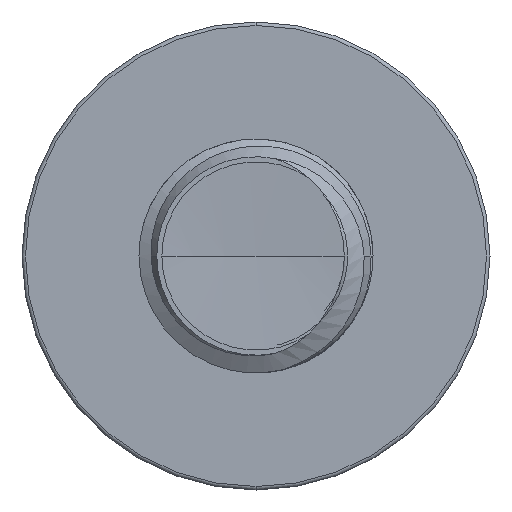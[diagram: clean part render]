
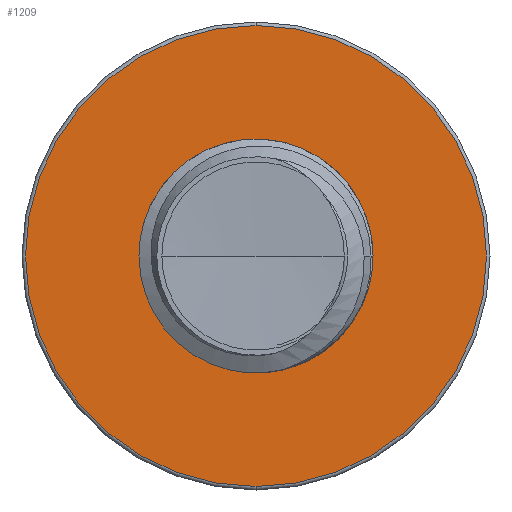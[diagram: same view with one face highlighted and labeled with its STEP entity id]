
A CAD part, front view. The second image highlights one B-rep face of the part: STEP entity #1209.
In plain terms, the highlighted planar face has unit normal (0, -1, 0).
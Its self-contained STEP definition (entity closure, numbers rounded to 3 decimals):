
#166 = FACE_BOUND ( 'NONE', #4889, .T. ) ;
#280 = DIRECTION ( 'NONE',  ( 0., -1., 0. ) ) ;
#559 = CARTESIAN_POINT ( 'NONE',  ( 0., 3.5, 0. ) ) ;
#696 = DIRECTION ( 'NONE',  ( 0., 0., -1. ) ) ;
#1209 = ADVANCED_FACE ( 'NONE', ( #6044, #166 ), #2474, .T. ) ;
#1310 = CARTESIAN_POINT ( 'NONE',  ( 0., 3.5, 0.969 ) ) ;
#1363 = CARTESIAN_POINT ( 'NONE',  ( 0., 3.5, 0.969 ) ) ;
#1678 = VERTEX_POINT ( 'NONE', #1363 ) ;
#2017 = AXIS2_PLACEMENT_3D ( 'NONE', #10573, #2758, #11846 ) ;
#2474 = PLANE ( 'NONE',  #9920 ) ;
#2758 = DIRECTION ( 'NONE',  ( 0., -1., 0. ) ) ;
#2918 = VERTEX_POINT ( 'NONE', #12462 ) ;
#3171 = DIRECTION ( 'NONE',  ( 0., -1., 0. ) ) ;
#3870 = EDGE_CURVE ( 'NONE', #2918, #1678, #15842, .T. ) ;
#4087 = EDGE_CURVE ( 'NONE', #1678, #2918, #9160, .T. ) ;
#4390 = CARTESIAN_POINT ( 'NONE',  ( 0., 3.5, 0. ) ) ;
#4889 = EDGE_LOOP ( 'NONE', ( #12691, #5702 ) ) ;
#5234 = AXIS2_PLACEMENT_3D ( 'NONE', #559, #280, #696 ) ;
#5702 = ORIENTED_EDGE ( 'NONE', *, *, #4087, .F. ) ;
#5711 = EDGE_LOOP ( 'NONE', ( #8211, #10633 ) ) ;
#5793 = EDGE_CURVE ( 'NONE', #12271, #8347, #15653, .T. ) ;
#6044 = FACE_OUTER_BOUND ( 'NONE', #5711, .T. ) ;
#6153 = AXIS2_PLACEMENT_3D ( 'NONE', #10993, #3171, #12267 ) ;
#8211 = ORIENTED_EDGE ( 'NONE', *, *, #11936, .T. ) ;
#8347 = VERTEX_POINT ( 'NONE', #9165 ) ;
#9160 = CIRCLE ( 'NONE', #5234, 0.969 ) ;
#9165 = CARTESIAN_POINT ( 'NONE',  ( 0., 3.5, -1.97 ) ) ;
#9417 = CIRCLE ( 'NONE', #6153, 1.97 ) ;
#9920 = AXIS2_PLACEMENT_3D ( 'NONE', #1310, #12952, #13033 ) ;
#10557 = AXIS2_PLACEMENT_3D ( 'NONE', #4390, #11237, #12887 ) ;
#10573 = CARTESIAN_POINT ( 'NONE',  ( 0., 3.5, 0. ) ) ;
#10633 = ORIENTED_EDGE ( 'NONE', *, *, #5793, .T. ) ;
#10993 = CARTESIAN_POINT ( 'NONE',  ( 0., 3.5, 0. ) ) ;
#11237 = DIRECTION ( 'NONE',  ( 0., -1., 0. ) ) ;
#11846 = DIRECTION ( 'NONE',  ( 0., 0., -1. ) ) ;
#11936 = EDGE_CURVE ( 'NONE', #8347, #12271, #9417, .T. ) ;
#12267 = DIRECTION ( 'NONE',  ( 0., 0., -1. ) ) ;
#12271 = VERTEX_POINT ( 'NONE', #14878 ) ;
#12462 = CARTESIAN_POINT ( 'NONE',  ( 0., 3.5, -0.969 ) ) ;
#12691 = ORIENTED_EDGE ( 'NONE', *, *, #3870, .F. ) ;
#12887 = DIRECTION ( 'NONE',  ( 0., 0., -1. ) ) ;
#12952 = DIRECTION ( 'NONE',  ( 0., -1., 0. ) ) ;
#13033 = DIRECTION ( 'NONE',  ( 0., 0., -1. ) ) ;
#14878 = CARTESIAN_POINT ( 'NONE',  ( 0., 3.5, 1.97 ) ) ;
#15653 = CIRCLE ( 'NONE', #2017, 1.97 ) ;
#15842 = CIRCLE ( 'NONE', #10557, 0.969 ) ;
